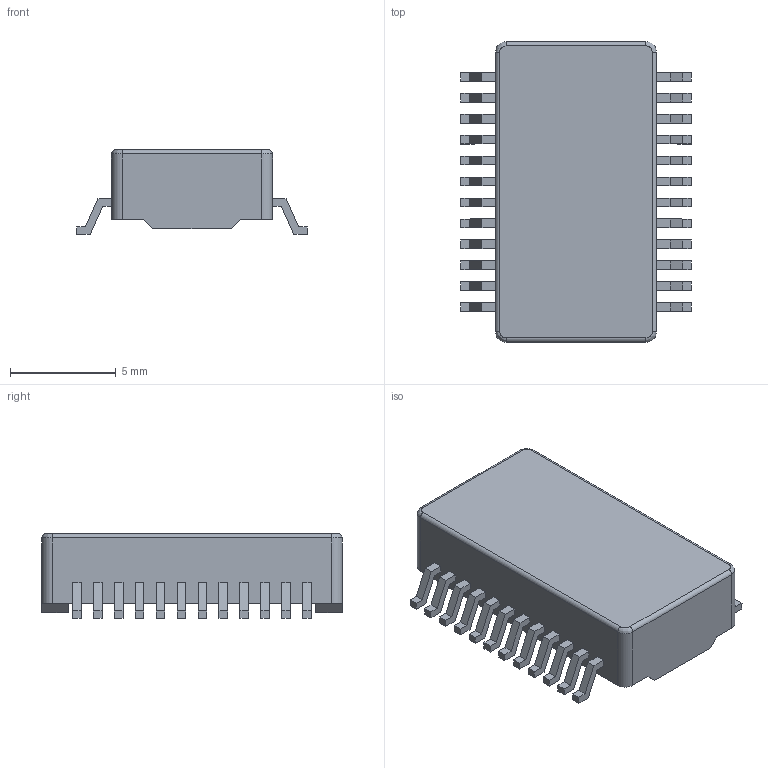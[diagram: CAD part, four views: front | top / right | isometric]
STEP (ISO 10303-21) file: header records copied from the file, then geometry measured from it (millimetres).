
FILE_DESCRIPTION (( 'STEP AP214' ), '1' );
FILE_NAME ('Transformer_Ethernet_Pulse_H5084NL.STEP', '2019-12-07T12:04:33', ( '' ), ( '' ), 'SwSTEP 2.0', 'SolidWorks 2017', '' );
FILE_SCHEMA (( 'AUTOMOTIVE_DESIGN' ));
Length unit declared in the file: millimetre
Products named in the file (1): Transformer_Ethernet_Pulse_H5084NL
Bounding box: 10.92 x 14.22 x 4 mm (x, y, z)
Volume: 369.7 mm3; surface area: 456.8 mm2
Topology: 13 solids, 13 shells, 254 faces, 640 edges, 424 vertices
Faces by surface type: plane 242, cylinder 8, bspline 4
Entity records: 7960 total; most frequent: CARTESIAN_POINT 1419, ORIENTED_EDGE 1280, DIRECTION 1154, EDGE_CURVE 640, LINE 620, VECTOR 620, VERTEX_POINT 424, AXIS2_PLACEMENT_3D 267
